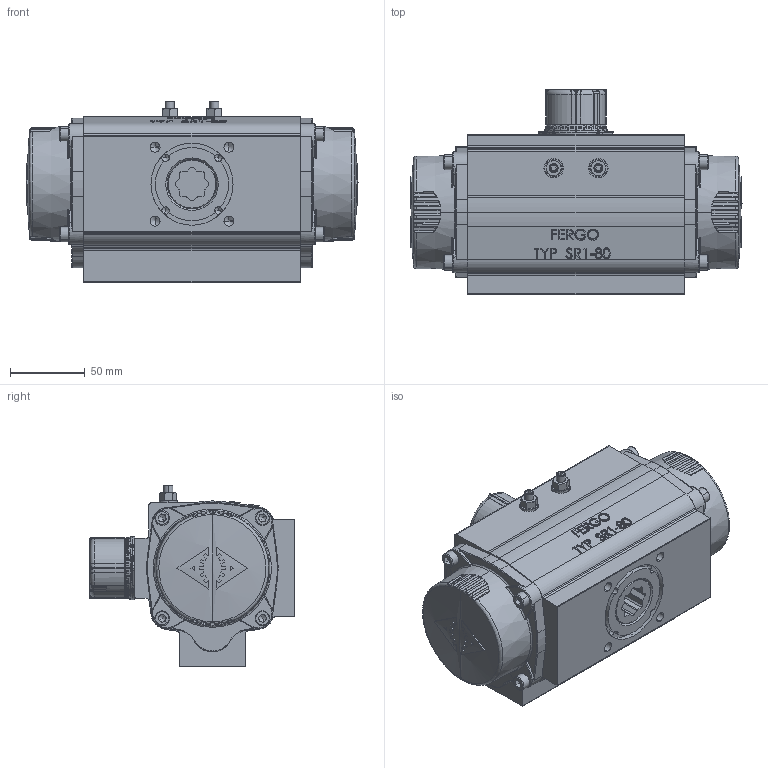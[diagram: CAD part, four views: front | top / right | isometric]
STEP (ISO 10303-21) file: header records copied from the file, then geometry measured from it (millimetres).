
FILE_DESCRIPTION (( 'STEP AP214' ), '1' );
FILE_NAME ('SR80-Pneumatischer-Einfachwirkend-Federschließend-Schwenkantrieb-Fergo.STEP', '2022-11-14T08:53:00', ( '' ), ( '' ), 'SwSTEP 2.0', 'SolidWorks 2022', '' );
FILE_SCHEMA (( 'AUTOMOTIVE_DESIGN' ));
Length unit declared in the file: millimetre
Products named in the file (1): SR80-Pneumatischer-Einfachwirkend-Federschließend-Schwenkantrieb-Fergo
Bounding box: 222.31 x 137.29 x 121.5 mm (x, y, z)
Volume: 823372.4 mm3; surface area: 232904.7 mm2
Topology: 27 solids, 27 shells, 3495 faces, 9165 edges, 5726 vertices
Faces by surface type: plane 1250, cylinder 1093, bspline 683, cone 287, torus 151, sphere 31
Entity records: 154137 total; most frequent: CARTESIAN_POINT 73594, ORIENTED_EDGE 18094, DIRECTION 15151, EDGE_CURVE 9047, VERTEX_POINT 5725, AXIS2_PLACEMENT_3D 5670, VECTOR 3811, LINE 3811
